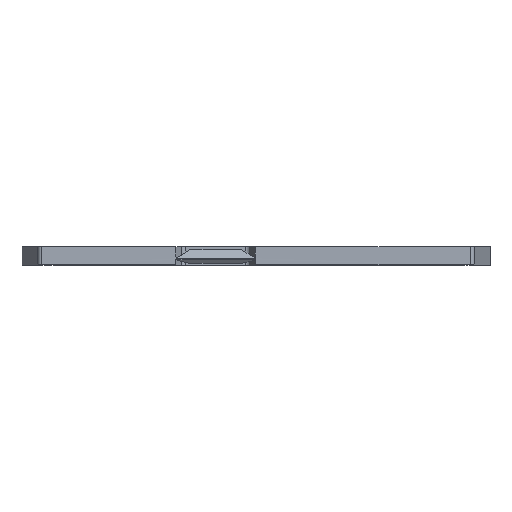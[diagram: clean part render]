
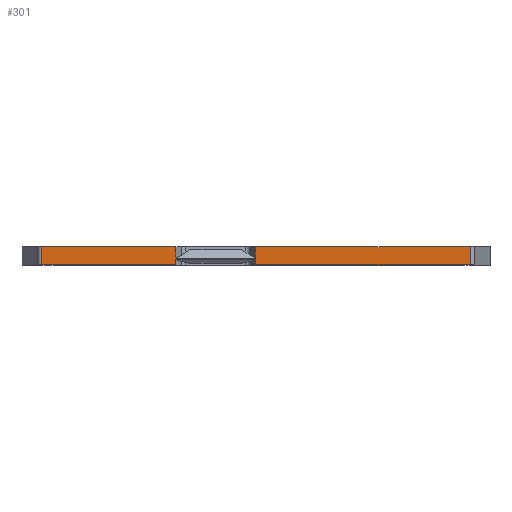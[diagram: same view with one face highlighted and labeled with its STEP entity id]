
A CAD part, top view. The second image highlights one B-rep face of the part: STEP entity #301.
In plain terms, the highlighted planar face has unit normal (0, 0, 1).
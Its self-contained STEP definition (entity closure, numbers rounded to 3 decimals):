
#35=CARTESIAN_POINT('',(126.595,-20.211,35.241));
#36=VERTEX_POINT('',#35);
#200=CARTESIAN_POINT('',(136.155,-19.711,35.241));
#201=DIRECTION('',(-1.,0.,0.));
#202=DIRECTION('',(0.,0.,1.));
#203=AXIS2_PLACEMENT_3D('',#200,#202,#201);
#204=PLANE('',#203);
#205=CARTESIAN_POINT('',(136.095,-20.211,35.241));
#206=VERTEX_POINT('',#205);
#207=CARTESIAN_POINT('',(136.095,-20.211,35.241));
#208=DIRECTION('',(-1.,0.,0.));
#209=VECTOR('',#208,9.5);
#210=LINE('',#207,#209);
#211=EDGE_CURVE('',#206,#36,#210,.T.);
#212=ORIENTED_EDGE('E639',*,*,#211,.F.);
#213=CARTESIAN_POINT('',(136.095,-20.811,35.241));
#214=VERTEX_POINT('',#213);
#215=CARTESIAN_POINT('',(136.095,-20.211,35.241));
#216=DIRECTION('',(0.,-1.,0.));
#217=VECTOR('',#216,0.6);
#218=LINE('',#215,#217);
#219=EDGE_CURVE('',#206,#214,#218,.T.);
#220=ORIENTED_EDGE('E603',*,*,#219,.T.);
#221=CARTESIAN_POINT('',(161.762,-20.811,35.241));
#222=VERTEX_POINT('',#221);
#223=CARTESIAN_POINT('',(136.095,-20.811,35.241));
#224=DIRECTION('',(1.,0.,0.));
#225=VECTOR('',#224,25.666);
#226=LINE('',#223,#225);
#227=EDGE_CURVE('',#214,#222,#226,.T.);
#228=ORIENTED_EDGE('E1',*,*,#227,.T.);
#229=CARTESIAN_POINT('',(161.762,-18.611,35.241));
#230=VERTEX_POINT('',#229);
#231=CARTESIAN_POINT('',(161.762,-18.611,35.241));
#232=DIRECTION('',(0.,-1.,0.));
#233=VECTOR('',#232,2.2);
#234=LINE('',#231,#233);
#235=EDGE_CURVE('',#230,#222,#234,.T.);
#236=ORIENTED_EDGE('E640',*,*,#235,.F.);
#237=CARTESIAN_POINT('',(136.095,-18.611,35.241));
#238=VERTEX_POINT('',#237);
#239=CARTESIAN_POINT('',(161.762,-18.611,35.241));
#240=DIRECTION('',(-1.,0.,0.));
#241=VECTOR('',#240,25.666);
#242=LINE('',#239,#241);
#243=EDGE_CURVE('',#230,#238,#242,.T.);
#244=ORIENTED_EDGE('E641',*,*,#243,.T.);
#245=CARTESIAN_POINT('',(136.09,-20.009,35.239));
#246=VERTEX_POINT('',#245);
#247=CARTESIAN_POINT('',(136.095,-18.611,35.241));
#248=DIRECTION('',(0.,-1.,0.));
#249=VECTOR('',#248,1.398);
#250=LINE('',#247,#249);
#251=EDGE_CURVE('',#238,#246,#250,.T.);
#252=ORIENTED_EDGE('E642',*,*,#251,.T.);
#253=CARTESIAN_POINT('',(126.601,-20.009,35.239));
#254=VERTEX_POINT('',#253);
#255=CARTESIAN_POINT('',(126.601,-20.006,35.241));
#256=DIRECTION('',(1.,0.,0.));
#257=VECTOR('',#256,9.489);
#258=LINE('',#255,#257);
#259=EDGE_CURVE('',#254,#246,#258,.T.);
#260=ORIENTED_EDGE('E636',*,*,#259,.F.);
#261=CARTESIAN_POINT('',(126.595,-18.611,35.241));
#262=VERTEX_POINT('',#261);
#263=CARTESIAN_POINT('',(126.595,-18.611,35.241));
#264=DIRECTION('',(0.,-1.,0.));
#265=VECTOR('',#264,1.398);
#266=LINE('',#263,#265);
#267=EDGE_CURVE('',#262,#254,#266,.T.);
#268=ORIENTED_EDGE('E607',*,*,#267,.F.);
#269=CARTESIAN_POINT('',(110.549,-18.611,35.241));
#270=VERTEX_POINT('',#269);
#271=CARTESIAN_POINT('',(126.595,-18.611,35.241));
#272=DIRECTION('',(-1.,0.,0.));
#273=VECTOR('',#272,16.046);
#274=LINE('',#271,#273);
#275=EDGE_CURVE('',#262,#270,#274,.T.);
#276=ORIENTED_EDGE('E637',*,*,#275,.T.);
#277=CARTESIAN_POINT('',(110.549,-20.811,35.241));
#278=VERTEX_POINT('',#277);
#279=CARTESIAN_POINT('',(110.549,-18.611,35.241));
#280=DIRECTION('',(0.,-1.,0.));
#281=VECTOR('',#280,2.2);
#282=LINE('',#279,#281);
#283=EDGE_CURVE('',#270,#278,#282,.T.);
#284=ORIENTED_EDGE('E638',*,*,#283,.T.);
#285=CARTESIAN_POINT('',(126.595,-20.811,35.241));
#286=VERTEX_POINT('',#285);
#287=CARTESIAN_POINT('',(110.549,-20.811,35.241));
#288=DIRECTION('',(1.,0.,0.));
#289=VECTOR('',#288,16.046);
#290=LINE('',#287,#289);
#291=EDGE_CURVE('',#278,#286,#290,.T.);
#292=ORIENTED_EDGE('E9',*,*,#291,.T.);
#293=CARTESIAN_POINT('',(126.595,-20.211,35.241));
#294=DIRECTION('',(0.,-1.,0.));
#295=VECTOR('',#294,0.6);
#296=LINE('',#293,#295);
#297=EDGE_CURVE('',#36,#286,#296,.T.);
#298=ORIENTED_EDGE('E621',*,*,#297,.F.);
#299=EDGE_LOOP('',(#212,#220,#228,#236,#244,#252,#260,#268,#276,#284,#292,#298));
#300=FACE_OUTER_BOUND('',#299,.T.);
#301=ADVANCED_FACE('F15',(#300),#204,.T.);
